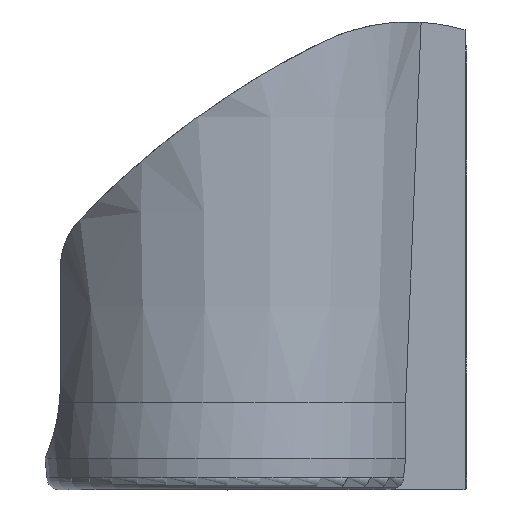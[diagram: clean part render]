
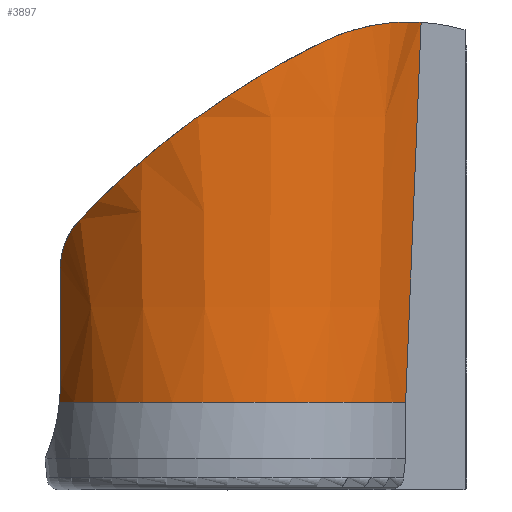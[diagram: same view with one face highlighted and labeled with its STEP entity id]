
A CAD part, top view. The second image highlights one B-rep face of the part: STEP entity #3897.
In plain terms, the highlighted conical face has half-angle 2.201 degrees and reference radius 47 mm.
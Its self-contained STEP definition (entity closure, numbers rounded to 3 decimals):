
#26=CONICAL_SURFACE('',#4072,47.,0.038);
#53=CIRCLE('',#4070,47.);
#288=B_SPLINE_CURVE_WITH_KNOTS('',3,(#5386,#5387,#5388,#5389,#5390,#5391,
#5392),.UNSPECIFIED.,.F.,.F.,(4,1,1,1,4),(0.,0.004,
0.008,0.012,0.016),
 .UNSPECIFIED.);
#292=B_SPLINE_CURVE_WITH_KNOTS('',3,(#5443,#5444,#5445,#5446,#5447,#5448,
#5449,#5450,#5451,#5452,#5453,#5454,#5455,#5456,#5457),.UNSPECIFIED.,.F.,
 .F.,(4,1,1,1,1,1,1,1,1,1,1,1,4),(0.,0.01,
0.015,0.02,0.025,0.03,
0.035,0.041,0.051,0.061,
0.066,0.071,0.081),.UNSPECIFIED.);
#294=B_SPLINE_CURVE_WITH_KNOTS('',3,(#5481,#5482,#5483,#5484,#5485,#5486,
#5487,#5488,#5489),.UNSPECIFIED.,.F.,.F.,(4,1,1,1,1,1,4),(0.,
0.01,0.015,0.02,0.03,
0.035,0.04),.UNSPECIFIED.);
#302=B_SPLINE_CURVE_WITH_KNOTS('',3,(#5647,#5648,#5649,#5650),
 .UNSPECIFIED.,.F.,.F.,(4,4),(0.,0.029),
 .UNSPECIFIED.);
#308=B_SPLINE_CURVE_WITH_KNOTS('',3,(#5700,#5701,#5702,#5703),
 .UNSPECIFIED.,.F.,.F.,(4,4),(0.,0.005),
 .UNSPECIFIED.);
#309=B_SPLINE_CURVE_WITH_KNOTS('',3,(#5704,#5705,#5706,#5707),
 .UNSPECIFIED.,.F.,.F.,(4,4),(0.101,0.197),
 .UNSPECIFIED.);
#470=ORIENTED_EDGE('',*,*,#1317,.F.);
#471=ORIENTED_EDGE('',*,*,#1313,.T.);
#472=ORIENTED_EDGE('',*,*,#1318,.F.);
#473=ORIENTED_EDGE('',*,*,#1253,.T.);
#474=ORIENTED_EDGE('',*,*,#1250,.T.);
#475=ORIENTED_EDGE('',*,*,#1244,.T.);
#476=ORIENTED_EDGE('',*,*,#1305,.F.);
#1244=EDGE_CURVE('',#1680,#1679,#288,.T.);
#1250=EDGE_CURVE('',#1684,#1680,#292,.T.);
#1253=EDGE_CURVE('',#1685,#1684,#294,.T.);
#1305=EDGE_CURVE('',#1724,#1679,#302,.T.);
#1313=EDGE_CURVE('',#1729,#1731,#53,.T.);
#1317=EDGE_CURVE('',#1729,#1724,#308,.T.);
#1318=EDGE_CURVE('',#1685,#1731,#309,.T.);
#1679=VERTEX_POINT('',#5385);
#1680=VERTEX_POINT('',#5393);
#1684=VERTEX_POINT('',#5458);
#1685=VERTEX_POINT('',#5490);
#1724=VERTEX_POINT('',#5646);
#1729=VERTEX_POINT('',#5679);
#1731=VERTEX_POINT('',#5683);
#2410=EDGE_LOOP('',(#470,#471,#472,#473,#474,#475,#476));
#2593=FACE_BOUND('',#2410,.T.);
#3897=ADVANCED_FACE('',(#2593),#26,.T.);
#4070=AXIS2_PLACEMENT_3D('',#5684,#4521,#4522);
#4072=AXIS2_PLACEMENT_3D('',#5699,#4525,#4526);
#4521=DIRECTION('',(0.,1.,0.));
#4522=DIRECTION('',(0.,0.,1.));
#4525=DIRECTION('',(0.,1.,0.));
#4526=DIRECTION('',(0.,0.,1.));
#5385=CARTESIAN_POINT('',(-43.115,55.893,21.775));
#5386=CARTESIAN_POINT('',(-38.154,68.203,30.385));
#5387=CARTESIAN_POINT('',(-38.854,67.474,29.461));
#5388=CARTESIAN_POINT('',(-40.123,65.907,27.638));
#5389=CARTESIAN_POINT('',(-41.659,63.172,25.047));
#5390=CARTESIAN_POINT('',(-42.788,59.883,22.77));
#5391=CARTESIAN_POINT('',(-43.113,57.273,21.896));
#5392=CARTESIAN_POINT('',(-43.115,55.893,21.775));
#5393=CARTESIAN_POINT('',(-38.154,68.203,30.385));
#5443=CARTESIAN_POINT('',(22.949,112.875,44.975));
#5444=CARTESIAN_POINT('',(20.127,111.488,46.355));
#5445=CARTESIAN_POINT('',(15.839,109.267,47.958));
#5446=CARTESIAN_POINT('',(10.058,106.017,49.277));
#5447=CARTESIAN_POINT('',(5.676,103.418,49.87));
#5448=CARTESIAN_POINT('',(1.335,100.703,50.067));
#5449=CARTESIAN_POINT('',(-2.909,97.908,49.891));
#5450=CARTESIAN_POINT('',(-7.067,95.03,49.361));
#5451=CARTESIAN_POINT('',(-12.523,91.062,48.188));
#5452=CARTESIAN_POINT('',(-18.974,86.015,45.914));
#5453=CARTESIAN_POINT('',(-24.914,80.933,42.654));
#5454=CARTESIAN_POINT('',(-29.381,76.861,39.421));
#5455=CARTESIAN_POINT('',(-33.563,72.89,35.824));
#5456=CARTESIAN_POINT('',(-36.403,70.028,32.697));
#5457=CARTESIAN_POINT('',(-38.154,68.203,30.385));
#5458=CARTESIAN_POINT('',(22.949,112.875,44.975));
#5481=CARTESIAN_POINT('',(47.925,117.914,16.5));
#5482=CARTESIAN_POINT('',(46.848,117.977,19.636));
#5483=CARTESIAN_POINT('',(44.801,118.049,24.108));
#5484=CARTESIAN_POINT('',(41.215,117.885,29.639));
#5485=CARTESIAN_POINT('',(37.075,117.45,34.807));
#5486=CARTESIAN_POINT('',(32.343,116.504,39.186));
#5487=CARTESIAN_POINT('',(27.028,114.726,42.821));
#5488=CARTESIAN_POINT('',(24.317,113.547,44.306));
#5489=CARTESIAN_POINT('',(22.949,112.875,44.975));
#5490=CARTESIAN_POINT('',(47.925,117.914,16.5));
#5646=CARTESIAN_POINT('',(-43.148,26.619,19.075));
#5647=CARTESIAN_POINT('',(-43.148,26.619,19.075));
#5648=CARTESIAN_POINT('',(-43.137,36.372,20.028));
#5649=CARTESIAN_POINT('',(-43.126,46.131,20.921));
#5650=CARTESIAN_POINT('',(-43.115,55.893,21.775));
#5679=CARTESIAN_POINT('',(-43.372,22.031,18.107));
#5683=CARTESIAN_POINT('',(44.009,22.031,16.5));
#5684=CARTESIAN_POINT('',(0.,22.031,0.));
#5699=CARTESIAN_POINT('',(0.,22.031,0.));
#5700=CARTESIAN_POINT('',(-43.372,22.031,18.107));
#5701=CARTESIAN_POINT('',(-43.228,23.521,18.601));
#5702=CARTESIAN_POINT('',(-43.15,25.05,18.922));
#5703=CARTESIAN_POINT('',(-43.148,26.619,19.075));
#5704=CARTESIAN_POINT('',(47.925,117.914,16.5));
#5705=CARTESIAN_POINT('',(46.625,85.953,16.5));
#5706=CARTESIAN_POINT('',(45.321,53.992,16.5));
#5707=CARTESIAN_POINT('',(44.009,22.031,16.5));
